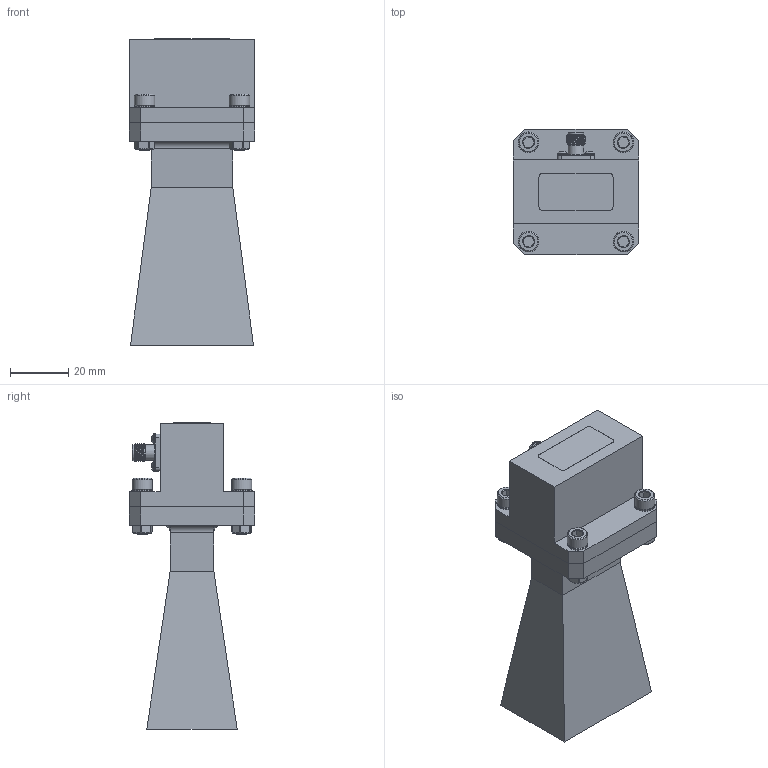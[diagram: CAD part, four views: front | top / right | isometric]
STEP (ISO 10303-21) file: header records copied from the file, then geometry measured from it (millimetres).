
FILE_DESCRIPTION (( 'STEP AP203' ), '1' );
FILE_NAME ('PE9857-SF-10_3D.step', '2020-06-23T18:40:41', ( '' ), ( '' ), 'SwSTEP 2.0', 'SolidWorks 2018', '' );
FILE_SCHEMA (( 'CONFIG_CONTROL_DESIGN' ));
Length unit declared in the file: inch
Products named in the file (4): PE9805^PE9857-SF-10; PE9857-SF-10_3D;  Hex Screw^PE9857-SF-10; PE9857-10^PE9857-SF-10
Assembly tree (6 placements, depth 2):
  PE9857-SF-10_3D
    PE9857-10^PE9857-SF-10
    PE9805^PE9857-SF-10
     Hex Screw^PE9857-SF-10  x4
Bounding box: 42.93 x 42.93 x 104.95 mm (x, y, z)
Volume: 41213.4 mm3; surface area: 32069.4 mm2
Topology: 11 solids, 11 shells, 505 faces, 1228 edges, 784 vertices
Faces by surface type: plane 224, cylinder 148, cone 93, bspline 35, torus 5
Full cylindrical faces by diameter (mm): 1.016 x1, 1.27 x2, 1.524 x4, 3.616 x4, 4.267 x8, 4.293 x8, 4.597 x1, 5.359 x2, 6.972 x4, 7.125 x4
Entity records: 16005 total; most frequent: CARTESIAN_POINT 7950, ORIENTED_EDGE 1648, DIRECTION 1372, EDGE_CURVE 824, VERTEX_POINT 559, AXIS2_PLACEMENT_3D 515, EDGE_LOOP 437, FACE_OUTER_BOUND 383
